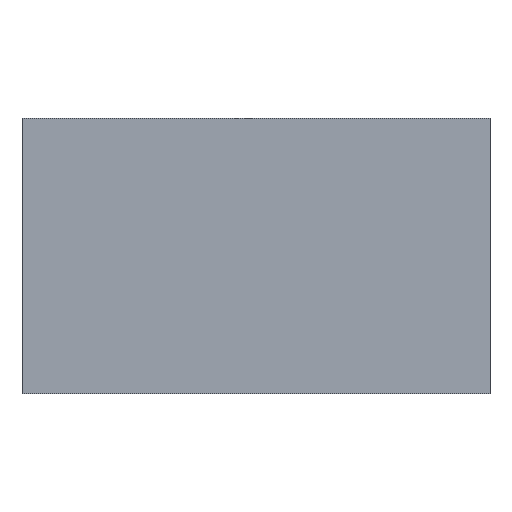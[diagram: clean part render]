
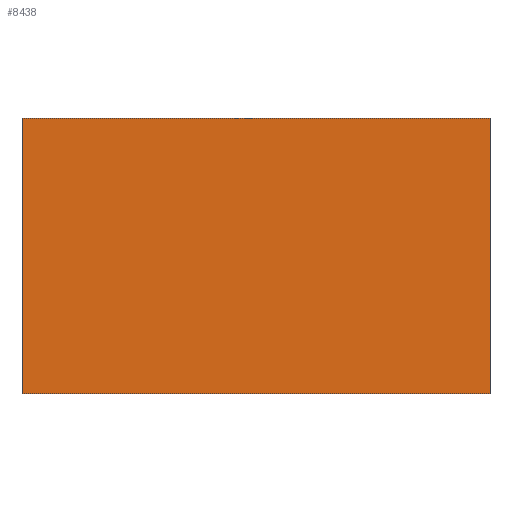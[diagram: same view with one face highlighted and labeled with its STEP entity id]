
A CAD part, left-side view. The second image highlights one B-rep face of the part: STEP entity #8438.
In plain terms, the highlighted planar face has unit normal (-1, 0, 0).
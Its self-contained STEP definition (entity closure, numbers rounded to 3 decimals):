
#463=PLANE('',#8841);
#884=FACE_OUTER_BOUND('',#1353,.T.);
#1353=EDGE_LOOP('',(#7485,#7486,#7487,#7488));
#2113=LINE('',#13719,#2931);
#2161=LINE('',#14057,#2979);
#2193=LINE('',#14549,#3011);
#2194=LINE('',#14550,#3012);
#2931=VECTOR('',#10067,10.);
#2979=VECTOR('',#10143,10.);
#3011=VECTOR('',#10433,10.);
#3012=VECTOR('',#10434,10.);
#3901=VERTEX_POINT('',#13716);
#3902=VERTEX_POINT('',#13718);
#3953=VERTEX_POINT('',#14053);
#3954=VERTEX_POINT('',#14055);
#5004=EDGE_CURVE('',#3901,#3902,#2113,.T.);
#5082=EDGE_CURVE('',#3953,#3954,#2161,.T.);
#5220=EDGE_CURVE('',#3901,#3953,#2193,.T.);
#5221=EDGE_CURVE('',#3902,#3954,#2194,.T.);
#7485=ORIENTED_EDGE('',*,*,#5220,.T.);
#7486=ORIENTED_EDGE('',*,*,#5082,.T.);
#7487=ORIENTED_EDGE('',*,*,#5221,.F.);
#7488=ORIENTED_EDGE('',*,*,#5004,.F.);
#8438=ADVANCED_FACE('',(#884),#463,.T.);
#8841=AXIS2_PLACEMENT_3D('',#14548,#10431,#10432);
#10067=DIRECTION('',(0.,0.,1.));
#10143=DIRECTION('',(0.,0.,1.));
#10431=DIRECTION('center_axis',(-1.,0.,0.));
#10432=DIRECTION('ref_axis',(0.,-1.,0.));
#10433=DIRECTION('',(0.,-1.,0.));
#10434=DIRECTION('',(0.,-1.,0.));
#13716=CARTESIAN_POINT('',(0.,107.95,0.));
#13718=CARTESIAN_POINT('',(0.,107.95,63.5));
#13719=CARTESIAN_POINT('',(0.,107.95,0.));
#14053=CARTESIAN_POINT('',(0.,0.,0.));
#14055=CARTESIAN_POINT('',(0.,0.,63.5));
#14057=CARTESIAN_POINT('',(0.,0.,0.));
#14548=CARTESIAN_POINT('Origin',(0.,107.95,0.));
#14549=CARTESIAN_POINT('',(0.,107.95,0.));
#14550=CARTESIAN_POINT('',(0.,107.95,63.5));
